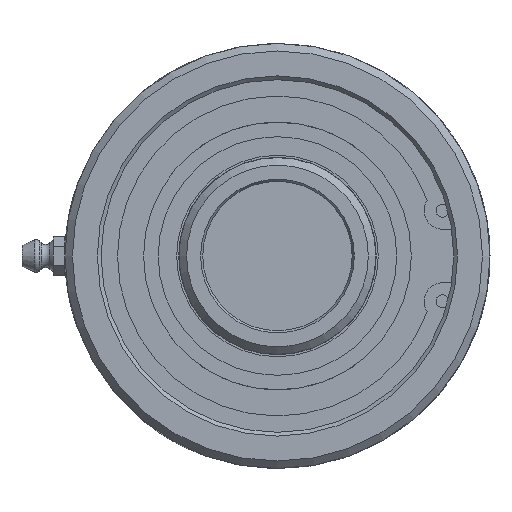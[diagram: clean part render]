
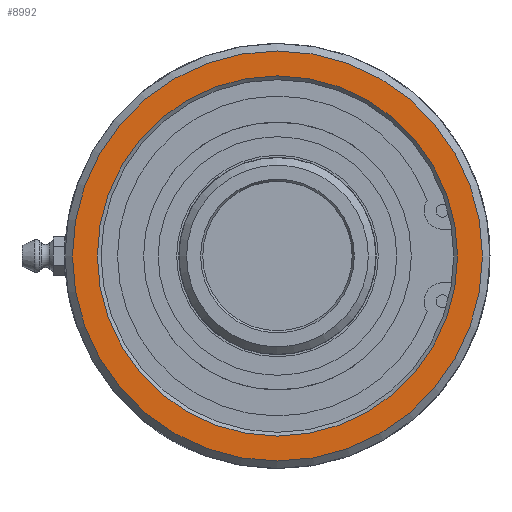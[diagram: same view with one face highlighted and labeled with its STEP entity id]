
A CAD part, left-side view. The second image highlights one B-rep face of the part: STEP entity #8992.
In plain terms, the highlighted planar face has unit normal (-1, 0, 0).
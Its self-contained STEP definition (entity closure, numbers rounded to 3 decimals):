
#296=FACE_BOUND('',#1744,.T.);
#736=PLANE('',#9735);
#1189=FACE_OUTER_BOUND('',#1743,.T.);
#1743=EDGE_LOOP('',(#8141));
#1744=EDGE_LOOP('',(#8142));
#3521=CIRCLE('',#9734,38.34);
#3522=CIRCLE('',#9736,43.65);
#4375=VERTEX_POINT('',#59528);
#4376=VERTEX_POINT('',#59532);
#5651=EDGE_CURVE('',#4375,#4375,#3521,.T.);
#5652=EDGE_CURVE('',#4376,#4376,#3522,.T.);
#8141=ORIENTED_EDGE('',*,*,#5652,.F.);
#8142=ORIENTED_EDGE('',*,*,#5651,.F.);
#8992=ADVANCED_FACE('',(#1189,#296),#736,.F.);
#9734=AXIS2_PLACEMENT_3D('',#59530,#11592,#11593);
#9735=AXIS2_PLACEMENT_3D('',#59531,#11594,#11595);
#9736=AXIS2_PLACEMENT_3D('',#59533,#11596,#11597);
#11592=DIRECTION('center_axis',(-1.,0.,0.));
#11593=DIRECTION('ref_axis',(0.,-1.,0.));
#11594=DIRECTION('center_axis',(1.,0.,0.));
#11595=DIRECTION('ref_axis',(0.,0.,-1.));
#11596=DIRECTION('center_axis',(1.,0.,0.));
#11597=DIRECTION('ref_axis',(0.,-1.,0.));
#59528=CARTESIAN_POINT('',(1.9,38.34,0.));
#59530=CARTESIAN_POINT('Origin',(1.9,0.,0.));
#59531=CARTESIAN_POINT('Origin',(1.9,22.625,0.));
#59532=CARTESIAN_POINT('',(1.9,43.65,0.));
#59533=CARTESIAN_POINT('Origin',(1.9,0.,0.));
